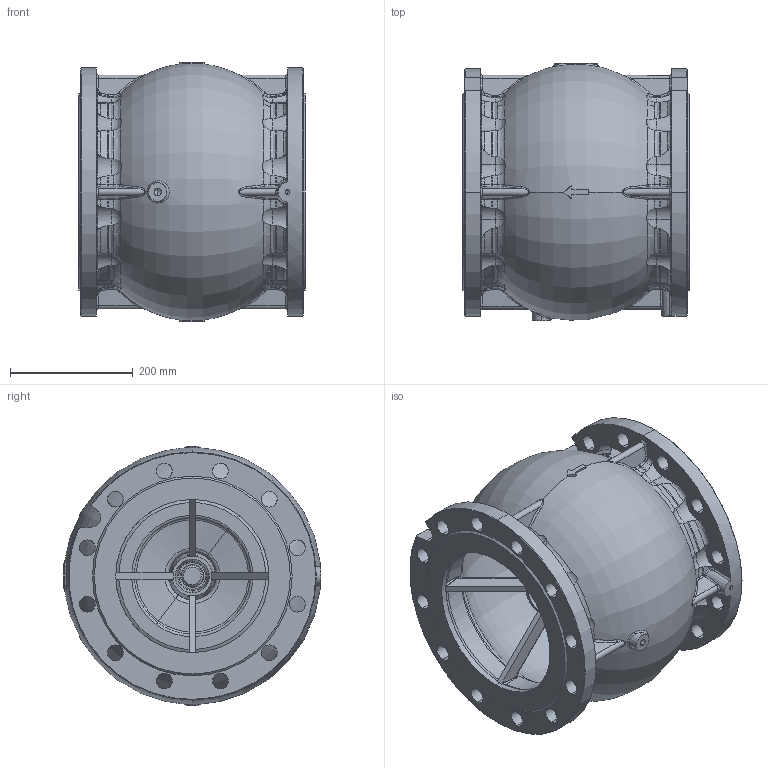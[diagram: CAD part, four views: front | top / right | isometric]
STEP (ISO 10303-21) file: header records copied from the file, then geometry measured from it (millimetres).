
FILE_DESCRIPTION (( 'STEP AP203' ), '1' );
FILE_NAME ('F5.DN250.STEP', '2012-10-30T14:29:53', ( 'luca.saino' ), ( 'Hewlett-Packard Company' ), 'SwSTEP 2.0', 'SolidWorks 2012', '' );
FILE_SCHEMA (( 'CONFIG_CONTROL_DESIGN' ));
Length unit declared in the file: millimetre
Products named in the file (1): F5.DN250
Bounding box: 370 x 421 x 424 mm (x, y, z)
Volume: 10615803.7 mm3; surface area: 1426633.3 mm2
Topology: 1 solids, 1 shells, 813 faces, 2125 edges, 1321 vertices
Faces by surface type: cylinder 208, torus 177, bspline 162, plane 148, cone 116, sphere 2
Entity records: 49103 total; most frequent: CARTESIAN_POINT 31008, ORIENTED_EDGE 4242, DIRECTION 3212, EDGE_CURVE 2121, AXIS2_PLACEMENT_3D 1365, VERTEX_POINT 1321, EDGE_LOOP 882, B_SPLINE_CURVE_WITH_KNOTS 836
